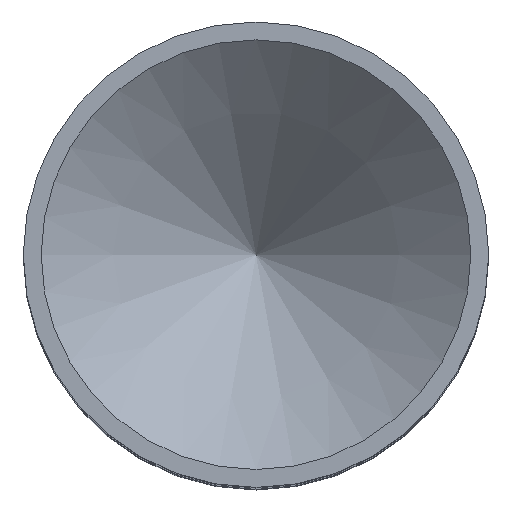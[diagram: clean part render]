
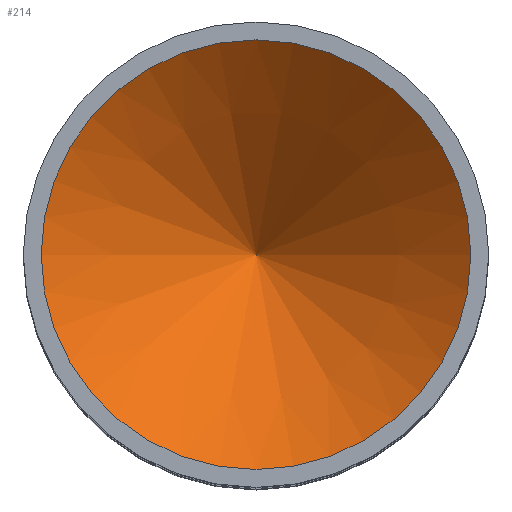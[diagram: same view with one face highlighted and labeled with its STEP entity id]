
A CAD part, top view. The second image highlights one B-rep face of the part: STEP entity #214.
In plain terms, the highlighted conical face has half-angle 50.194 degrees and reference radius 0 mm.
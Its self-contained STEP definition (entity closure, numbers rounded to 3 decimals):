
#201 = EDGE_CURVE('',#202,#202,#204,.T.);
#202 = VERTEX_POINT('',#203);
#203 = CARTESIAN_POINT('',(0.6,0.,8.25));
#204 = CIRCLE('',#205,0.6);
#205 = AXIS2_PLACEMENT_3D('',#206,#207,#208);
#206 = CARTESIAN_POINT('',(0.,0.,8.25));
#207 = DIRECTION('',(0.,0.,1.));
#208 = DIRECTION('',(1.,0.,-0.));
#214 = ADVANCED_FACE('',(#215),#227,.F.);
#215 = FACE_BOUND('',#216,.F.);
#216 = EDGE_LOOP('',(#217,#218,#226));
#217 = ORIENTED_EDGE('',*,*,#201,.F.);
#218 = ORIENTED_EDGE('',*,*,#219,.F.);
#219 = EDGE_CURVE('',#220,#202,#222,.T.);
#220 = VERTEX_POINT('',#221);
#221 = CARTESIAN_POINT('',(0.,0.,7.75));
#222 = LINE('',#223,#224);
#223 = CARTESIAN_POINT('',(0.,0.,7.75));
#224 = VECTOR('',#225,1.);
#225 = DIRECTION('',(0.768,0.,0.64)
  );
#226 = ORIENTED_EDGE('',*,*,#219,.T.);
#227 = CONICAL_SURFACE('',#228,0.,0.876);
#228 = AXIS2_PLACEMENT_3D('',#229,#230,#231);
#229 = CARTESIAN_POINT('',(0.,0.,7.75));
#230 = DIRECTION('',(0.,0.,1.));
#231 = DIRECTION('',(1.,0.,-0.));
